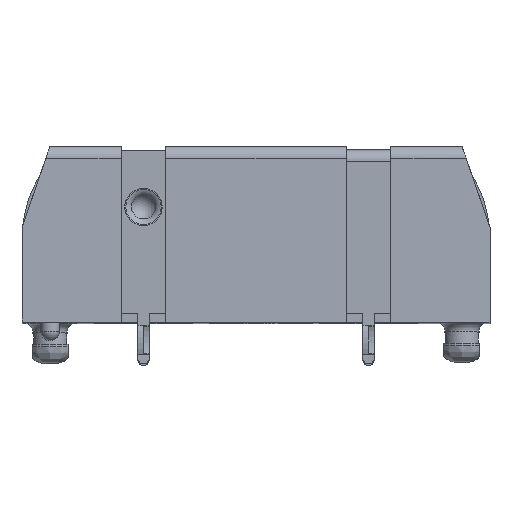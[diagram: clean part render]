
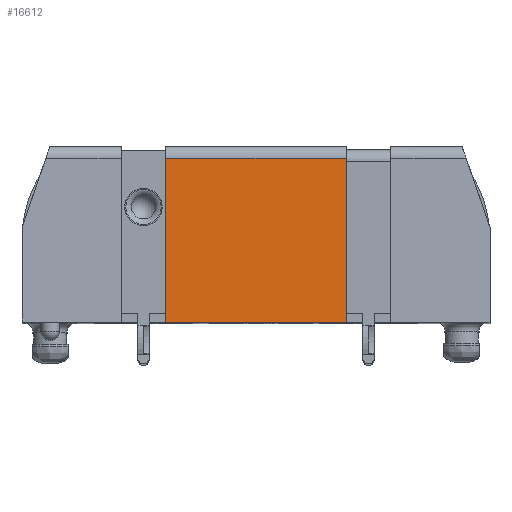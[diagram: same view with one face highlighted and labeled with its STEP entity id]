
A CAD part, top view. The second image highlights one B-rep face of the part: STEP entity #16612.
In plain terms, the highlighted planar face has unit normal (0, 0.018, 1).
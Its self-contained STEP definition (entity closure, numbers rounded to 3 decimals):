
#1086=FACE_OUTER_BOUND('',#2032,.T.);
#2032=EDGE_LOOP('',(#12476,#12477,#12478,#12479));
#3079=LINE('',#23233,#4999);
#3606=LINE('',#26223,#5526);
#3615=LINE('',#26240,#5535);
#3712=LINE('',#26452,#5632);
#4999=VECTOR('',#18996,1000.);
#5526=VECTOR('',#19741,1000.);
#5535=VECTOR('',#19764,1000.);
#5632=VECTOR('',#20021,1000.);
#6927=VERTEX_POINT('',#23230);
#6928=VERTEX_POINT('',#23232);
#7540=VERTEX_POINT('',#26221);
#7541=VERTEX_POINT('',#26239);
#8648=EDGE_CURVE('',#6927,#6928,#3079,.T.);
#9345=EDGE_CURVE('',#7540,#6927,#3606,.T.);
#9354=EDGE_CURVE('',#6928,#7541,#3615,.T.);
#9460=EDGE_CURVE('',#7540,#7541,#3712,.T.);
#12476=ORIENTED_EDGE('',*,*,#9345,.F.);
#12477=ORIENTED_EDGE('',*,*,#9460,.T.);
#12478=ORIENTED_EDGE('',*,*,#9354,.F.);
#12479=ORIENTED_EDGE('',*,*,#8648,.F.);
#15798=PLANE('',#17670);
#16612=ADVANCED_FACE('',(#1086),#15798,.T.);
#17670=AXIS2_PLACEMENT_3D('',#26451,#20019,#20020);
#18996=DIRECTION('',(-1.,0.,0.));
#19741=DIRECTION('',(0.,-1.,0.017));
#19764=DIRECTION('',(0.,1.,-0.017));
#20019=DIRECTION('center_axis',(0.,0.017,1.));
#20020=DIRECTION('ref_axis',(0.,-1.,0.017));
#20021=DIRECTION('',(-1.,0.,0.));
#23230=CARTESIAN_POINT('',(17.221,0.,38.528));
#23232=CARTESIAN_POINT('',(1.905,0.,38.528));
#23233=CARTESIAN_POINT('',(-7.955,0.,38.528));
#26221=CARTESIAN_POINT('',(17.221,13.912,38.285));
#26223=CARTESIAN_POINT('',(17.221,-1.676,38.557));
#26239=CARTESIAN_POINT('',(1.905,13.912,38.285));
#26240=CARTESIAN_POINT('',(1.905,-1.676,38.557));
#26451=CARTESIAN_POINT('Origin',(-7.955,-1.676,38.557));
#26452=CARTESIAN_POINT('',(1.905,13.912,38.285));
